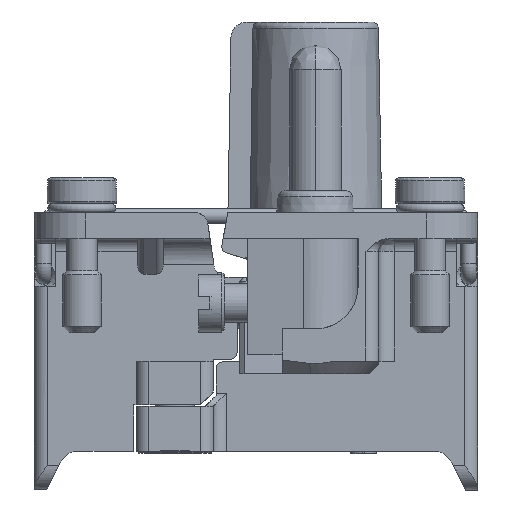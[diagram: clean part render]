
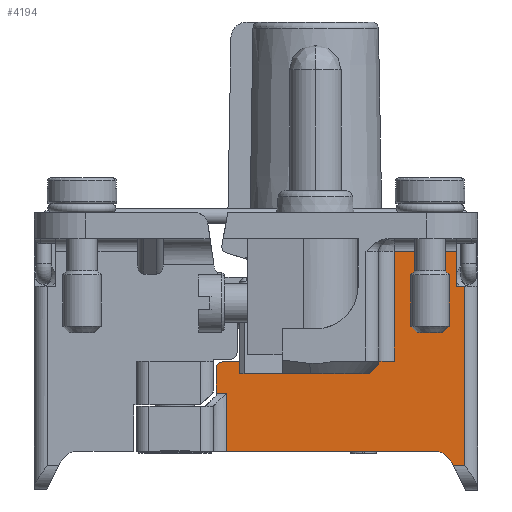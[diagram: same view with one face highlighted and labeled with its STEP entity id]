
A CAD part, left-side view. The second image highlights one B-rep face of the part: STEP entity #4194.
In plain terms, the highlighted planar face has unit normal (-1, 0, 0).
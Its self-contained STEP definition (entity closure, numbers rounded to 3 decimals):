
#283=B_SPLINE_CURVE_WITH_KNOTS('',3,(#19533,#19534,#19535,#19536),
 .UNSPECIFIED.,.F.,.F.,(4,4),(0.,1.),.UNSPECIFIED.);
#495=FACE_OUTER_BOUND('',#5463,.T.);
#1170=PLANE('',#14229);
#1682=LINE('',#19500,#2949);
#1683=LINE('',#19503,#2950);
#1684=LINE('',#19507,#2951);
#1685=LINE('',#19509,#2952);
#1686=LINE('',#19511,#2953);
#1687=LINE('',#19513,#2954);
#1688=LINE('',#19517,#2955);
#1689=LINE('',#19519,#2956);
#1690=LINE('',#19521,#2957);
#1691=LINE('',#19523,#2958);
#1692=LINE('',#19525,#2959);
#1693=LINE('',#19527,#2960);
#1694=LINE('',#19529,#2961);
#1695=LINE('',#19531,#2962);
#1696=LINE('',#19538,#2963);
#1697=LINE('',#19540,#2964);
#2949=VECTOR('',#15590,1.);
#2950=VECTOR('',#15591,1.);
#2951=VECTOR('',#15594,1.);
#2952=VECTOR('',#15595,1.);
#2953=VECTOR('',#15596,1.);
#2954=VECTOR('',#15597,1.);
#2955=VECTOR('',#15600,1.);
#2956=VECTOR('',#15601,1.);
#2957=VECTOR('',#15602,1.);
#2958=VECTOR('',#15603,1.);
#2959=VECTOR('',#15604,1.);
#2960=VECTOR('',#15605,1.);
#2961=VECTOR('',#15606,1.);
#2962=VECTOR('',#15607,1.);
#2963=VECTOR('',#15608,1.);
#2964=VECTOR('',#15609,1.);
#4194=ADVANCED_FACE('',(#495),#1170,.T.);
#5463=EDGE_LOOP('',(#6461,#6462,#6463,#6464,#6465,#6466,#6467,#6468,#6469,
#6470,#6471,#6472,#6473,#6474,#6475,#6476,#6477,#6478,#6479));
#6461=ORIENTED_EDGE('',*,*,#11813,.F.);
#6462=ORIENTED_EDGE('',*,*,#11814,.T.);
#6463=ORIENTED_EDGE('',*,*,#11815,.T.);
#6464=ORIENTED_EDGE('',*,*,#11816,.F.);
#6465=ORIENTED_EDGE('',*,*,#11817,.T.);
#6466=ORIENTED_EDGE('',*,*,#11818,.T.);
#6467=ORIENTED_EDGE('',*,*,#11819,.F.);
#6468=ORIENTED_EDGE('',*,*,#11820,.T.);
#6469=ORIENTED_EDGE('',*,*,#11821,.F.);
#6470=ORIENTED_EDGE('',*,*,#11822,.F.);
#6471=ORIENTED_EDGE('',*,*,#11823,.T.);
#6472=ORIENTED_EDGE('',*,*,#11824,.T.);
#6473=ORIENTED_EDGE('',*,*,#11825,.F.);
#6474=ORIENTED_EDGE('',*,*,#11826,.T.);
#6475=ORIENTED_EDGE('',*,*,#11827,.F.);
#6476=ORIENTED_EDGE('',*,*,#11828,.T.);
#6477=ORIENTED_EDGE('',*,*,#11829,.F.);
#6478=ORIENTED_EDGE('',*,*,#11830,.F.);
#6479=ORIENTED_EDGE('',*,*,#11831,.T.);
#10477=VERTEX_POINT('',#19501);
#10478=VERTEX_POINT('',#19502);
#10479=VERTEX_POINT('',#19504);
#10480=VERTEX_POINT('',#19506);
#10481=VERTEX_POINT('',#19508);
#10482=VERTEX_POINT('',#19510);
#10483=VERTEX_POINT('',#19512);
#10484=VERTEX_POINT('',#19514);
#10485=VERTEX_POINT('',#19516);
#10486=VERTEX_POINT('',#19518);
#10487=VERTEX_POINT('',#19520);
#10488=VERTEX_POINT('',#19522);
#10489=VERTEX_POINT('',#19524);
#10490=VERTEX_POINT('',#19526);
#10491=VERTEX_POINT('',#19528);
#10492=VERTEX_POINT('',#19530);
#10493=VERTEX_POINT('',#19532);
#10494=VERTEX_POINT('',#19537);
#10495=VERTEX_POINT('',#19539);
#11813=EDGE_CURVE('',#10477,#10478,#1682,.T.);
#11814=EDGE_CURVE('',#10477,#10479,#1683,.T.);
#11815=EDGE_CURVE('',#10479,#10480,#13788,.T.);
#11816=EDGE_CURVE('',#10481,#10480,#1684,.T.);
#11817=EDGE_CURVE('',#10481,#10482,#1685,.T.);
#11818=EDGE_CURVE('',#10482,#10483,#1686,.T.);
#11819=EDGE_CURVE('',#10484,#10483,#1687,.T.);
#11820=EDGE_CURVE('',#10484,#10485,#13789,.T.);
#11821=EDGE_CURVE('',#10486,#10485,#1688,.T.);
#11822=EDGE_CURVE('',#10487,#10486,#1689,.T.);
#11823=EDGE_CURVE('',#10487,#10488,#1690,.T.);
#11824=EDGE_CURVE('',#10488,#10489,#1691,.T.);
#11825=EDGE_CURVE('',#10490,#10489,#1692,.T.);
#11826=EDGE_CURVE('',#10490,#10491,#1693,.T.);
#11827=EDGE_CURVE('',#10492,#10491,#1694,.T.);
#11828=EDGE_CURVE('',#10492,#10493,#1695,.T.);
#11829=EDGE_CURVE('',#10494,#10493,#283,.T.);
#11830=EDGE_CURVE('',#10495,#10494,#1696,.T.);
#11831=EDGE_CURVE('',#10495,#10478,#1697,.T.);
#13788=CIRCLE('',#14227,0.5);
#13789=CIRCLE('',#14228,1.5);
#14227=AXIS2_PLACEMENT_3D('',#19505,#15592,#15593);
#14228=AXIS2_PLACEMENT_3D('',#19515,#15598,#15599);
#14229=AXIS2_PLACEMENT_3D('',#19541,#15610,#15611);
#15590=DIRECTION('',(0.,0.,-1.));
#15591=DIRECTION('',(0.,1.,0.));
#15592=DIRECTION('',(-1.,0.,0.));
#15593=DIRECTION('',(0.,0.,-1.));
#15594=DIRECTION('',(0.,0.,1.));
#15595=DIRECTION('',(0.,-1.,0.));
#15596=DIRECTION('',(0.,0.,-1.));
#15597=DIRECTION('',(0.,1.,0.));
#15598=DIRECTION('',(1.,0.,0.));
#15599=DIRECTION('',(0.,0.,-1.));
#15600=DIRECTION('',(0.,0.447,0.894));
#15601=DIRECTION('',(0.,1.,0.));
#15602=DIRECTION('',(0.,0.,1.));
#15603=DIRECTION('',(0.,1.,0.));
#15604=DIRECTION('',(0.,0.,-1.));
#15605=DIRECTION('',(0.,1.,0.));
#15606=DIRECTION('',(0.,0.,1.));
#15607=DIRECTION('',(0.,1.,0.));
#15608=DIRECTION('',(0.,-1.,0.));
#15609=DIRECTION('',(0.,0.992,0.128));
#15610=DIRECTION('',(-1.,0.,0.));
#15611=DIRECTION('',(0.,0.,1.));
#19500=CARTESIAN_POINT('',(-46.6,1.267,-26.11));
#19501=CARTESIAN_POINT('',(-46.6,1.267,-26.37));
#19502=CARTESIAN_POINT('',(-46.6,1.267,-26.87));
#19503=CARTESIAN_POINT('',(-46.6,-4.6,-26.37));
#19504=CARTESIAN_POINT('',(-46.6,2.6,-26.37));
#19505=CARTESIAN_POINT('',(-46.6,2.6,-26.87));
#19506=CARTESIAN_POINT('',(-46.6,3.1,-26.87));
#19507=CARTESIAN_POINT('',(-46.6,3.1,-29.685));
#19508=CARTESIAN_POINT('',(-46.6,3.1,-28.8));
#19509=CARTESIAN_POINT('',(-46.6,-6.625,-28.8));
#19510=CARTESIAN_POINT('',(-46.6,2.3,-28.8));
#19511=CARTESIAN_POINT('',(-46.6,2.3,-26.11));
#19512=CARTESIAN_POINT('',(-46.6,2.3,-33.3));
#19513=CARTESIAN_POINT('',(-46.6,5.4,-33.3));
#19514=CARTESIAN_POINT('',(-46.6,-13.823,-33.3));
#19515=CARTESIAN_POINT('',(-46.6,-13.823,-34.8));
#19516=CARTESIAN_POINT('',(-46.6,-15.165,-34.129));
#19517=CARTESIAN_POINT('',(-46.6,-16.25,-36.3));
#19518=CARTESIAN_POINT('',(-46.6,-15.31,-34.42));
#19519=CARTESIAN_POINT('',(-46.6,-18.2,-34.42));
#19520=CARTESIAN_POINT('',(-46.6,-16.2,-34.42));
#19521=CARTESIAN_POINT('',(-46.6,-16.2,-36.3));
#19522=CARTESIAN_POINT('',(-46.6,-16.2,-20.5));
#19523=CARTESIAN_POINT('',(-46.6,-5.775,-20.5));
#19524=CARTESIAN_POINT('',(-46.6,-15.55,-20.5));
#19525=CARTESIAN_POINT('',(-46.6,-15.55,-26.11));
#19526=CARTESIAN_POINT('',(-46.6,-15.55,-17.8));
#19527=CARTESIAN_POINT('',(-46.6,-18.2,-17.8));
#19528=CARTESIAN_POINT('',(-46.6,-10.725,-17.8));
#19529=CARTESIAN_POINT('',(-46.6,-10.725,-16.8));
#19530=CARTESIAN_POINT('',(-46.6,-10.725,-26.3));
#19531=CARTESIAN_POINT('',(-46.6,-4.6,-26.3));
#19532=CARTESIAN_POINT('',(-46.6,-8.032,-26.3));
#19533=CARTESIAN_POINT('',(-46.6,-6.145,-27.3));
#19534=CARTESIAN_POINT('',(-46.6,-6.82,-27.052));
#19535=CARTESIAN_POINT('',(-46.6,-7.446,-26.687));
#19536=CARTESIAN_POINT('',(-46.6,-8.032,-26.3));
#19537=CARTESIAN_POINT('',(-46.6,-6.145,-27.3));
#19538=CARTESIAN_POINT('',(-46.6,-5.775,-27.3));
#19539=CARTESIAN_POINT('',(-46.6,-2.063,-27.3));
#19540=CARTESIAN_POINT('',(-46.6,-5.563,-27.752));
#19541=CARTESIAN_POINT('',(-46.6,-5.775,-26.11));
